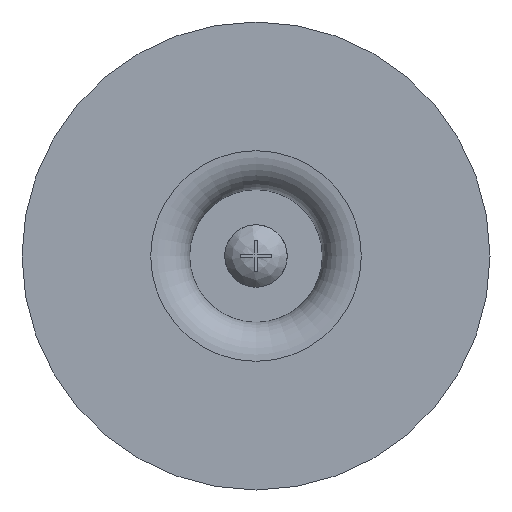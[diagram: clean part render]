
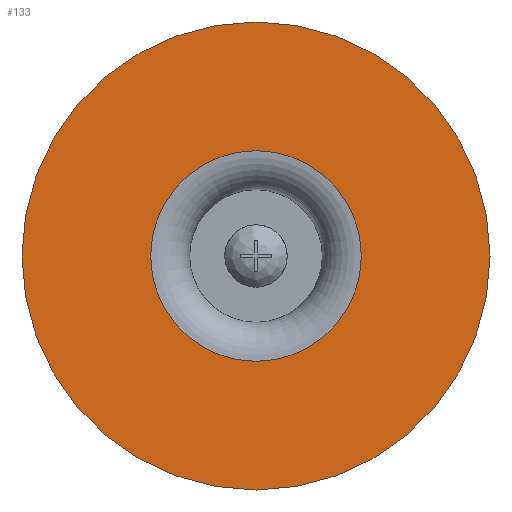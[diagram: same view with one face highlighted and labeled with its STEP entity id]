
A CAD part, front view. The second image highlights one B-rep face of the part: STEP entity #133.
In plain terms, the highlighted planar face has unit normal (0, -1, 0).
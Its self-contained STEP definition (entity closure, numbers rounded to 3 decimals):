
#133 = ADVANCED_FACE( '', ( #282, #283 ), #284, .F. );
#282 = FACE_BOUND( '', #471, .T. );
#283 = FACE_OUTER_BOUND( '', #472, .T. );
#284 = PLANE( '', #473 );
#471 = EDGE_LOOP( '', ( #761 ) );
#472 = EDGE_LOOP( '', ( #762 ) );
#473 = AXIS2_PLACEMENT_3D( '', #763, #764, #765 );
#761 = ORIENTED_EDGE( '', *, *, #915, .F. );
#762 = ORIENTED_EDGE( '', *, *, #983, .T. );
#763 = CARTESIAN_POINT( '', ( 30., 0., 0. ) );
#764 = DIRECTION( '', ( 0., 1., 0. ) );
#765 = DIRECTION( '', ( 0., 0., 1. ) );
#915 = EDGE_CURVE( '', #1079, #1079, #1080, .T. );
#983 = EDGE_CURVE( '', #1175, #1175, #1176, .T. );
#1079 = VERTEX_POINT( '', #1320 );
#1080 = CIRCLE( '', #1321, 13.5 );
#1175 = VERTEX_POINT( '', #1542 );
#1176 = CIRCLE( '', #1543, 30. );
#1320 = CARTESIAN_POINT( '', ( 0., 0., -13.5 ) );
#1321 = AXIS2_PLACEMENT_3D( '', #1646, #1647, #1648 );
#1542 = CARTESIAN_POINT( '', ( 0., 0., -30. ) );
#1543 = AXIS2_PLACEMENT_3D( '', #1682, #1683, #1684 );
#1646 = CARTESIAN_POINT( '', ( 0., 0., 0. ) );
#1647 = DIRECTION( '', ( 0., -1., 0. ) );
#1648 = DIRECTION( '', ( 0., 0., -1. ) );
#1682 = CARTESIAN_POINT( '', ( 0., 0., 0. ) );
#1683 = DIRECTION( '', ( 0., -1., 0. ) );
#1684 = DIRECTION( '', ( 0., 0., -1. ) );
